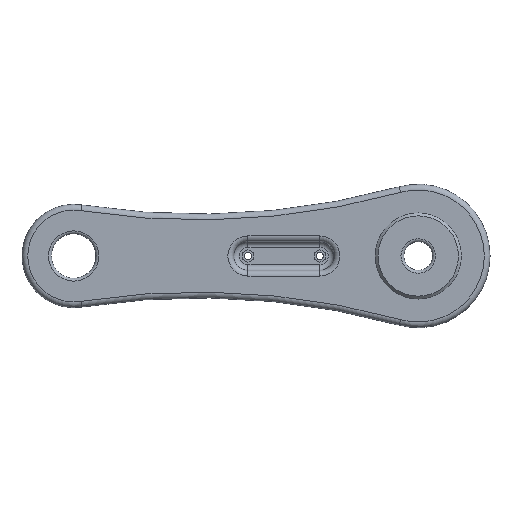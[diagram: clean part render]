
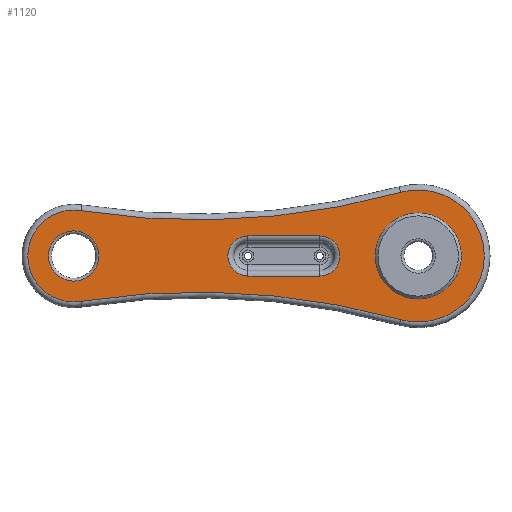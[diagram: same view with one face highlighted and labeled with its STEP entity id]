
A CAD part, left-side view. The second image highlights one B-rep face of the part: STEP entity #1120.
In plain terms, the highlighted planar face has unit normal (-1, 0, 0).
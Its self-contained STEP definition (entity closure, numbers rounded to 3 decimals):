
#32=FACE_BOUND('',#331,.T.);
#33=FACE_BOUND('',#332,.T.);
#34=FACE_BOUND('',#333,.T.);
#41=PLANE('',#1234);
#121=LINE('',#1870,#179);
#122=LINE('',#1874,#180);
#179=VECTOR('',#1442,10.);
#180=VECTOR('',#1445,10.);
#257=FACE_OUTER_BOUND('',#330,.T.);
#330=EDGE_LOOP('',(#802,#803,#804,#805));
#331=EDGE_LOOP('',(#806,#807,#808,#809));
#332=EDGE_LOOP('',(#810,#811));
#333=EDGE_LOOP('',(#812));
#419=CIRCLE('',#1228,8.75);
#424=CIRCLE('',#1235,23.);
#425=CIRCLE('',#1236,262.609);
#426=CIRCLE('',#1237,16.);
#427=CIRCLE('',#1238,262.609);
#428=CIRCLE('',#1239,7.);
#429=CIRCLE('',#1240,7.);
#430=CIRCLE('',#1241,15.);
#431=CIRCLE('',#1242,15.);
#518=VERTEX_POINT('',#1848);
#522=VERTEX_POINT('',#1860);
#523=VERTEX_POINT('',#1861);
#524=VERTEX_POINT('',#1863);
#525=VERTEX_POINT('',#1865);
#526=VERTEX_POINT('',#1868);
#527=VERTEX_POINT('',#1869);
#528=VERTEX_POINT('',#1871);
#529=VERTEX_POINT('',#1873);
#530=VERTEX_POINT('',#1876);
#531=VERTEX_POINT('',#1877);
#622=EDGE_CURVE('',#518,#518,#419,.T.);
#628=EDGE_CURVE('',#522,#523,#424,.T.);
#629=EDGE_CURVE('',#524,#522,#425,.T.);
#630=EDGE_CURVE('',#525,#524,#426,.T.);
#631=EDGE_CURVE('',#523,#525,#427,.T.);
#632=EDGE_CURVE('',#526,#527,#121,.T.);
#633=EDGE_CURVE('',#528,#526,#428,.T.);
#634=EDGE_CURVE('',#529,#528,#122,.T.);
#635=EDGE_CURVE('',#527,#529,#429,.T.);
#636=EDGE_CURVE('',#530,#531,#430,.T.);
#637=EDGE_CURVE('',#531,#530,#431,.T.);
#802=ORIENTED_EDGE('',*,*,#628,.F.);
#803=ORIENTED_EDGE('',*,*,#629,.F.);
#804=ORIENTED_EDGE('',*,*,#630,.F.);
#805=ORIENTED_EDGE('',*,*,#631,.F.);
#806=ORIENTED_EDGE('',*,*,#632,.F.);
#807=ORIENTED_EDGE('',*,*,#633,.F.);
#808=ORIENTED_EDGE('',*,*,#634,.F.);
#809=ORIENTED_EDGE('',*,*,#635,.F.);
#810=ORIENTED_EDGE('',*,*,#636,.T.);
#811=ORIENTED_EDGE('',*,*,#637,.T.);
#812=ORIENTED_EDGE('',*,*,#622,.F.);
#1120=ADVANCED_FACE('',(#257,#32,#33,#34),#41,.F.);
#1228=AXIS2_PLACEMENT_3D('',#1849,#1419,#1420);
#1234=AXIS2_PLACEMENT_3D('',#1859,#1432,#1433);
#1235=AXIS2_PLACEMENT_3D('',#1862,#1434,#1435);
#1236=AXIS2_PLACEMENT_3D('',#1864,#1436,#1437);
#1237=AXIS2_PLACEMENT_3D('',#1866,#1438,#1439);
#1238=AXIS2_PLACEMENT_3D('',#1867,#1440,#1441);
#1239=AXIS2_PLACEMENT_3D('',#1872,#1443,#1444);
#1240=AXIS2_PLACEMENT_3D('',#1875,#1446,#1447);
#1241=AXIS2_PLACEMENT_3D('',#1878,#1448,#1449);
#1242=AXIS2_PLACEMENT_3D('',#1879,#1450,#1451);
#1419=DIRECTION('center_axis',(-1.,0.,0.));
#1420=DIRECTION('ref_axis',(0.,0.,-1.));
#1432=DIRECTION('center_axis',(1.,0.,0.));
#1433=DIRECTION('ref_axis',(0.,0.,-1.));
#1434=DIRECTION('center_axis',(1.,0.,0.));
#1435=DIRECTION('ref_axis',(0.,-1.,0.));
#1436=DIRECTION('center_axis',(-1.,0.,0.));
#1437=DIRECTION('ref_axis',(0.,-0.057,-0.998));
#1438=DIRECTION('center_axis',(1.,0.,0.));
#1439=DIRECTION('ref_axis',(0.,1.,0.));
#1440=DIRECTION('center_axis',(-1.,0.,0.));
#1441=DIRECTION('ref_axis',(0.,-0.057,0.998));
#1442=DIRECTION('',(0.,1.,0.));
#1443=DIRECTION('center_axis',(-1.,0.,0.));
#1444=DIRECTION('ref_axis',(0.,-1.,0.));
#1445=DIRECTION('',(0.,-1.,0.));
#1446=DIRECTION('center_axis',(-1.,0.,0.));
#1447=DIRECTION('ref_axis',(0.,1.,0.));
#1448=DIRECTION('center_axis',(1.,0.,0.));
#1449=DIRECTION('ref_axis',(0.,0.,1.));
#1450=DIRECTION('center_axis',(1.,0.,0.));
#1451=DIRECTION('ref_axis',(0.,0.,1.));
#1848=CARTESIAN_POINT('',(-22.5,120.,8.75));
#1849=CARTESIAN_POINT('Origin',(-22.5,120.,0.));
#1859=CARTESIAN_POINT('Origin',(-22.5,56.5,0.));
#1860=CARTESIAN_POINT('',(-22.5,6.157,22.161));
#1861=CARTESIAN_POINT('',(-22.5,6.157,-22.161));
#1862=CARTESIAN_POINT('Origin',(-22.5,0.,0.));
#1863=CARTESIAN_POINT('',(-22.5,117.499,15.803));
#1864=CARTESIAN_POINT('Origin',(-22.5,76.456,275.185));
#1865=CARTESIAN_POINT('',(-22.5,117.499,-15.803));
#1866=CARTESIAN_POINT('Origin',(-22.5,120.,0.));
#1867=CARTESIAN_POINT('Origin',(-22.5,76.456,-275.185));
#1868=CARTESIAN_POINT('',(-22.5,34.297,7.));
#1869=CARTESIAN_POINT('',(-22.5,59.297,7.));
#1870=CARTESIAN_POINT('',(-22.5,57.898,7.));
#1871=CARTESIAN_POINT('',(-22.5,34.297,-7.));
#1872=CARTESIAN_POINT('Origin',(-22.5,34.297,0.));
#1873=CARTESIAN_POINT('',(-22.5,59.297,-7.));
#1874=CARTESIAN_POINT('',(-22.5,45.398,-7.));
#1875=CARTESIAN_POINT('Origin',(-22.5,59.297,0.));
#1876=CARTESIAN_POINT('',(-22.5,0.,15.));
#1877=CARTESIAN_POINT('',(-22.5,0.,-15.));
#1878=CARTESIAN_POINT('Origin',(-22.5,0.,0.));
#1879=CARTESIAN_POINT('Origin',(-22.5,0.,0.));
